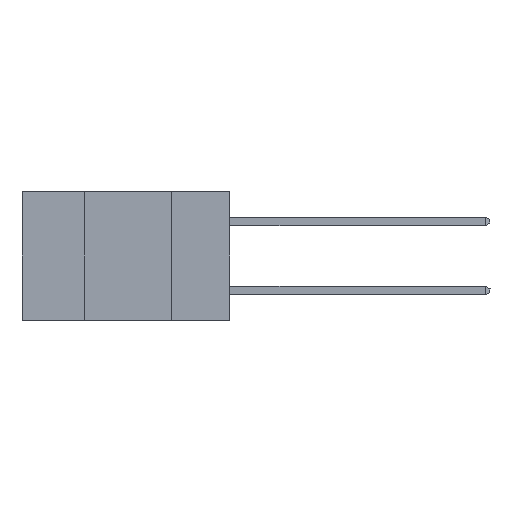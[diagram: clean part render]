
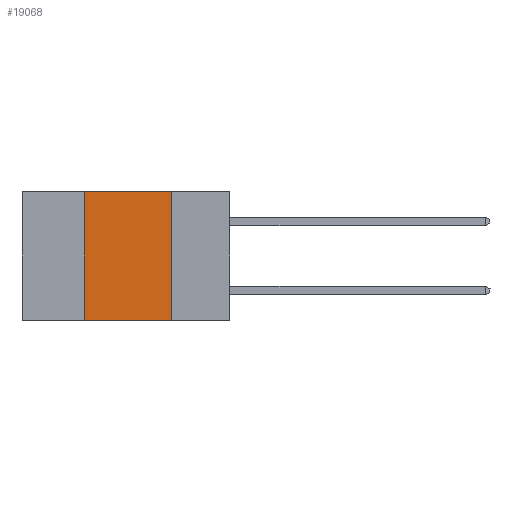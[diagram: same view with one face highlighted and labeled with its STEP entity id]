
A CAD part, left-side view. The second image highlights one B-rep face of the part: STEP entity #19068.
In plain terms, the highlighted planar face has unit normal (-1, 0, 0).
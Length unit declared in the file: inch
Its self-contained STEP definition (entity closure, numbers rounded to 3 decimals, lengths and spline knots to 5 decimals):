
#531 = VECTOR ( 'NONE', #23858, 39.37008 ) ;
#1034 = CARTESIAN_POINT ( 'NONE',  ( 0., 0.42, 0. ) ) ;
#1206 = LINE ( 'NONE', #17060, #10752 ) ;
#1398 = LINE ( 'NONE', #21997, #21095 ) ;
#2667 = EDGE_CURVE ( 'NONE', #23541, #22435, #1206, .T. ) ;
#2849 = ORIENTED_EDGE ( 'NONE', *, *, #15767, .F. ) ;
#3662 = VERTEX_POINT ( 'NONE', #4300 ) ;
#3670 = DIRECTION ( 'NONE',  ( 0., 0., 1. ) ) ;
#4271 = ORIENTED_EDGE ( 'NONE', *, *, #21065, .T. ) ;
#4300 = CARTESIAN_POINT ( 'NONE',  ( 0., 0.17, 0. ) ) ;
#6170 = ORIENTED_EDGE ( 'NONE', *, *, #14496, .F. ) ;
#6876 = DIRECTION ( 'NONE',  ( 0., -1., 0. ) ) ;
#6882 = CARTESIAN_POINT ( 'NONE',  ( 0., 0.17, -0.37 ) ) ;
#8430 = CARTESIAN_POINT ( 'NONE',  ( 0., 0.6, 0. ) ) ;
#9798 = VECTOR ( 'NONE', #24174, 39.37008 ) ;
#10662 = DIRECTION ( 'NONE',  ( 0., 0., -1. ) ) ;
#10752 = VECTOR ( 'NONE', #3670, 39.37008 ) ;
#10837 = CARTESIAN_POINT ( 'NONE',  ( 0., 0.17, -0.37 ) ) ;
#11069 = FACE_OUTER_BOUND ( 'NONE', #21364, .T. ) ;
#12530 = CARTESIAN_POINT ( 'NONE',  ( 0., 0.6, -0.37 ) ) ;
#13309 = ORIENTED_EDGE ( 'NONE', *, *, #2667, .F. ) ;
#13719 = VERTEX_POINT ( 'NONE', #6882 ) ;
#14496 = EDGE_CURVE ( 'NONE', #3662, #13719, #14900, .T. ) ;
#14900 = LINE ( 'NONE', #10837, #9798 ) ;
#15767 = EDGE_CURVE ( 'NONE', #22435, #3662, #1398, .T. ) ;
#17060 = CARTESIAN_POINT ( 'NONE',  ( 0., 0.42, -0.37 ) ) ;
#19068 = ADVANCED_FACE ( 'NONE', ( #11069 ), #19855, .F. ) ;
#19855 = PLANE ( 'NONE',  #22351 ) ;
#20825 = LINE ( 'NONE', #12530, #531 ) ;
#21065 = EDGE_CURVE ( 'NONE', #23541, #13719, #20825, .T. ) ;
#21095 = VECTOR ( 'NONE', #6876, 39.37008 ) ;
#21268 = CARTESIAN_POINT ( 'NONE',  ( 0., 0.42, -0.37 ) ) ;
#21364 = EDGE_LOOP ( 'NONE', ( #6170, #2849, #13309, #4271 ) ) ;
#21731 = DIRECTION ( 'NONE',  ( 1., 0., 0. ) ) ;
#21997 = CARTESIAN_POINT ( 'NONE',  ( 0., 0.6, 0. ) ) ;
#22351 = AXIS2_PLACEMENT_3D ( 'NONE', #8430, #21731, #10662 ) ;
#22435 = VERTEX_POINT ( 'NONE', #1034 ) ;
#23541 = VERTEX_POINT ( 'NONE', #21268 ) ;
#23858 = DIRECTION ( 'NONE',  ( 0., -1., 0. ) ) ;
#24174 = DIRECTION ( 'NONE',  ( 0., 0., -1. ) ) ;
